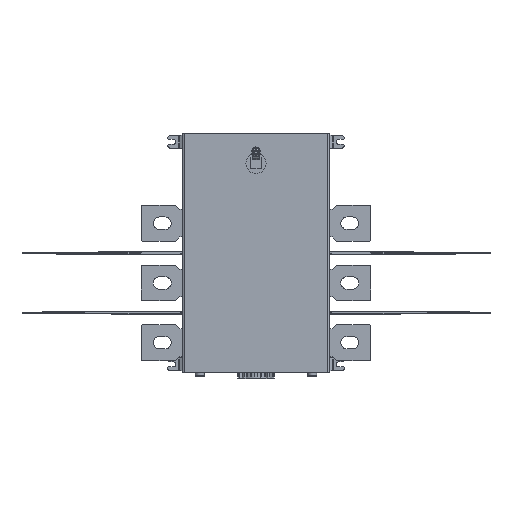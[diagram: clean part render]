
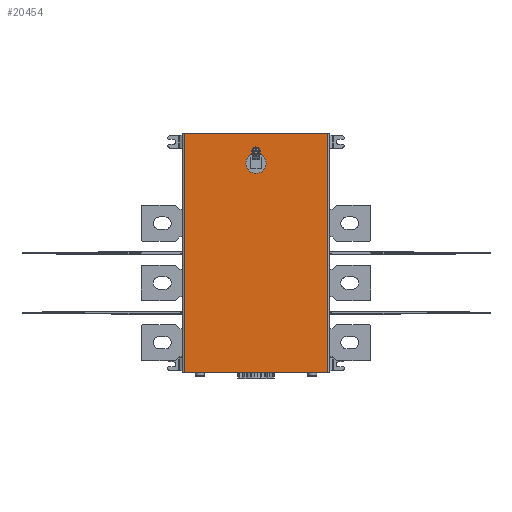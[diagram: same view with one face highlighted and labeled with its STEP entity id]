
A CAD part, top view. The second image highlights one B-rep face of the part: STEP entity #20454.
In plain terms, the highlighted planar face has unit normal (0, 0, 1).
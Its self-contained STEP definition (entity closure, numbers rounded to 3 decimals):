
#362=CARTESIAN_POINT('',(31.661,0.955,103.7));
#363=DIRECTION('',(0.,0.,1.));
#364=DIRECTION('',(1.,0.,0.));
#365=AXIS2_PLACEMENT_3D('',#362,#363,#364);
#367=DIRECTION('',(0.,1.,0.));
#368=VECTOR('',#367,260.);
#369=CARTESIAN_POINT('',(-46.339,-226.545,103.7));
#370=LINE('',#369,#368);
#371=DIRECTION('',(0.,1.,0.));
#372=VECTOR('',#371,260.);
#373=CARTESIAN_POINT('',(109.661,-226.545,103.7));
#374=LINE('',#373,#372);
#397=DIRECTION('',(-1.,0.,0.));
#398=VECTOR('',#397,156.);
#399=CARTESIAN_POINT('',(109.661,33.455,103.7));
#400=LINE('',#399,#398);
#1058=DIRECTION('',(-1.,0.,0.));
#1059=VECTOR('',#1058,156.);
#1060=CARTESIAN_POINT('',(109.661,-226.545,103.7));
#1061=LINE('',#1060,#1059);
#14427=CARTESIAN_POINT('',(31.661,0.955,103.7));
#14428=DIRECTION('',(0.,0.,1.));
#14429=DIRECTION('',(-1.,0.,0.));
#14430=AXIS2_PLACEMENT_3D('',#14427,#14428,#14429);
#16677=CARTESIAN_POINT('',(-46.339,33.455,103.7));
#16679=VERTEX_POINT('',#16677);
#16680=CARTESIAN_POINT('',(-46.339,-226.545,103.7));
#16681=VERTEX_POINT('',#16680);
#16684=CARTESIAN_POINT('',(109.661,33.455,103.7));
#16686=VERTEX_POINT('',#16684);
#16690=CARTESIAN_POINT('',(109.661,-226.545,103.7));
#16691=VERTEX_POINT('',#16690);
#16708=CARTESIAN_POINT('',(42.661,0.955,103.7));
#16709=CARTESIAN_POINT('',(20.661,0.955,103.7));
#16710=VERTEX_POINT('',#16708);
#16711=VERTEX_POINT('',#16709);
#20434=CARTESIAN_POINT('',(111.661,-226.545,103.7));
#20435=DIRECTION('',(0.,0.,1.));
#20436=DIRECTION('',(-1.,0.,0.));
#20437=AXIS2_PLACEMENT_3D('',#20434,#20435,#20436);
#20438=PLANE('',#20437);
#20440=ORIENTED_EDGE('',*,*,#20439,.T.);
#20442=ORIENTED_EDGE('',*,*,#20441,.F.);
#20444=ORIENTED_EDGE('',*,*,#20443,.F.);
#20446=ORIENTED_EDGE('',*,*,#20445,.T.);
#20447=EDGE_LOOP('',(#20440,#20442,#20444,#20446));
#20448=FACE_OUTER_BOUND('',#20447,.F.);
#20449=ORIENTED_EDGE('',*,*,#20400,.T.);
#20451=ORIENTED_EDGE('',*,*,#20450,.T.);
#20452=EDGE_LOOP('',(#20449,#20451));
#20453=FACE_BOUND('',#20452,.F.);
#366=CIRCLE('',#365,11.);
#14431=CIRCLE('',#14430,11.);
#20400=EDGE_CURVE('',#16710,#16711,#366,.T.);
#20439=EDGE_CURVE('',#16681,#16679,#370,.T.);
#20441=EDGE_CURVE('',#16686,#16679,#400,.T.);
#20443=EDGE_CURVE('',#16691,#16686,#374,.T.);
#20445=EDGE_CURVE('',#16691,#16681,#1061,.T.);
#20450=EDGE_CURVE('',#16711,#16710,#14431,.T.);
#20454=ADVANCED_FACE('',(#20448,#20453),#20438,.T.);
